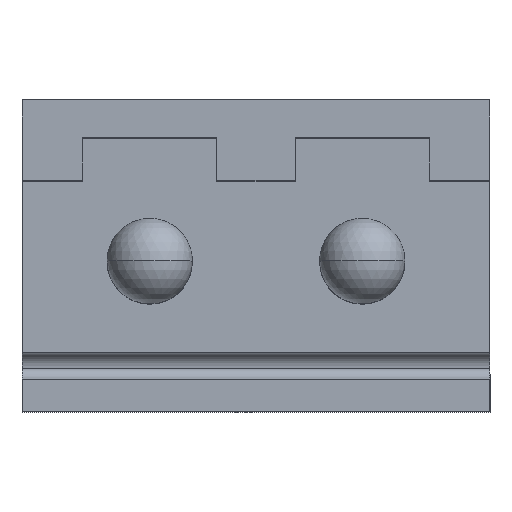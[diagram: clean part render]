
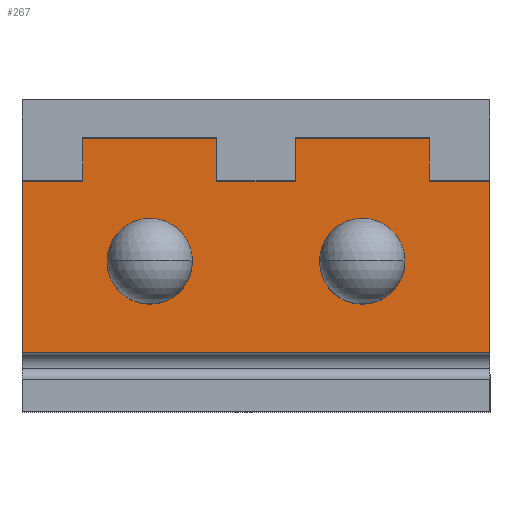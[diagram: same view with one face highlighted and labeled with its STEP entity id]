
A CAD part, top view. The second image highlights one B-rep face of the part: STEP entity #267.
In plain terms, the highlighted planar face has unit normal (0, 0, 1).
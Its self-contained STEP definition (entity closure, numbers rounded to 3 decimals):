
#18 = ORIENTED_EDGE ( 'NONE', *, *, #193, .T. ) ;
#22 = DIRECTION ( 'NONE',  ( -1., 0., 0. ) ) ;
#24 = VERTEX_POINT ( 'NONE', #658 ) ;
#27 = DIRECTION ( 'NONE',  ( 0., -1., 0. ) ) ;
#29 = VECTOR ( 'NONE', #962, 1000. ) ;
#33 = VERTEX_POINT ( 'NONE', #1054 ) ;
#35 = EDGE_CURVE ( 'NONE', #467, #1058, #899, .T. ) ;
#39 = CARTESIAN_POINT ( 'NONE',  ( 69.8, 1.4, 2.5 ) ) ;
#43 = CARTESIAN_POINT ( 'NONE',  ( 69.8, 1.4, 2.5 ) ) ;
#45 = ORIENTED_EDGE ( 'NONE', *, *, #586, .T. ) ;
#53 = DIRECTION ( 'NONE',  ( 0., 1., 0. ) ) ;
#60 = FACE_BOUND ( 'NONE', #546, .T. ) ;
#78 = EDGE_CURVE ( 'NONE', #335, #33, #666, .T. ) ;
#82 = CARTESIAN_POINT ( 'NONE',  ( -24.555, -0.1, 2.5 ) ) ;
#84 = LINE ( 'NONE', #1099, #1033 ) ;
#88 = CARTESIAN_POINT ( 'NONE',  ( -26.47, 1.4, 2.5 ) ) ;
#115 = ORIENTED_EDGE ( 'NONE', *, *, #35, .T. ) ;
#121 = VERTEX_POINT ( 'NONE', #961 ) ;
#125 = CARTESIAN_POINT ( 'NONE',  ( -21.38, 1.4, 2.5 ) ) ;
#134 = AXIS2_PLACEMENT_3D ( 'NONE', #596, #1169, #1163 ) ;
#140 = DIRECTION ( 'NONE',  ( 0., 1., 0. ) ) ;
#181 = DIRECTION ( 'NONE',  ( 0., 1., 0. ) ) ;
#183 = VECTOR ( 'NONE', #22, 1000. ) ;
#184 = EDGE_LOOP ( 'NONE', ( #686, #1141 ) ) ;
#193 = EDGE_CURVE ( 'NONE', #1184, #1137, #412, .T. ) ;
#194 = ORIENTED_EDGE ( 'NONE', *, *, #217, .T. ) ;
#197 = CARTESIAN_POINT ( 'NONE',  ( -26.47, 2.2, 2.5 ) ) ;
#206 = VERTEX_POINT ( 'NONE', #230 ) ;
#209 = ORIENTED_EDGE ( 'NONE', *, *, #652, .F. ) ;
#217 = EDGE_CURVE ( 'NONE', #24, #121, #329, .T. ) ;
#219 = AXIS2_PLACEMENT_3D ( 'NONE', #1078, #690, #395 ) ;
#230 = CARTESIAN_POINT ( 'NONE',  ( -30.1, 1.4, 2.5 ) ) ;
#234 = DIRECTION ( 'NONE',  ( 0., 1., 0. ) ) ;
#246 = EDGE_LOOP ( 'NONE', ( #755, #45, #939, #115, #780, #664, #1161, #18, #295, #194, #356, #951 ) ) ;
#252 = LINE ( 'NONE', #656, #417 ) ;
#265 = DIRECTION ( 'NONE',  ( -1., 0., 0. ) ) ;
#267 = ADVANCED_FACE ( 'NONE', ( #60, #801, #499 ), #1180, .F. ) ;
#271 = CARTESIAN_POINT ( 'NONE',  ( -22.965, -0.1, 2.5 ) ) ;
#281 = EDGE_CURVE ( 'NONE', #33, #335, #1187, .T. ) ;
#289 = VERTEX_POINT ( 'NONE', #271 ) ;
#291 = LINE ( 'NONE', #670, #641 ) ;
#295 = ORIENTED_EDGE ( 'NONE', *, *, #1205, .T. ) ;
#320 = CARTESIAN_POINT ( 'NONE',  ( 69.8, -1.8, 2.5 ) ) ;
#325 = DIRECTION ( 'NONE',  ( 0., 0., 1. ) ) ;
#329 = LINE ( 'NONE', #1068, #560 ) ;
#333 = DIRECTION ( 'NONE',  ( 0., 0., 1. ) ) ;
#335 = VERTEX_POINT ( 'NONE', #729 ) ;
#336 = EDGE_CURVE ( 'NONE', #676, #921, #84, .T. ) ;
#352 = VERTEX_POINT ( 'NONE', #82 ) ;
#356 = ORIENTED_EDGE ( 'NONE', *, *, #933, .T. ) ;
#363 = EDGE_CURVE ( 'NONE', #206, #921, #252, .T. ) ;
#395 = DIRECTION ( 'NONE',  ( 0., 1., 0. ) ) ;
#400 = CIRCLE ( 'NONE', #1043, 0.795 ) ;
#404 = CARTESIAN_POINT ( 'NONE',  ( -30.1, -1.8, 2.5 ) ) ;
#412 = LINE ( 'NONE', #890, #1083 ) ;
#413 = CARTESIAN_POINT ( 'NONE',  ( -25.01, 1.4, 2.5 ) ) ;
#417 = VECTOR ( 'NONE', #454, 1000. ) ;
#439 = CARTESIAN_POINT ( 'NONE',  ( -22.51, 1.4, 2.5 ) ) ;
#454 = DIRECTION ( 'NONE',  ( 0., -1., 0. ) ) ;
#467 = VERTEX_POINT ( 'NONE', #439 ) ;
#499 = FACE_OUTER_BOUND ( 'NONE', #246, .T. ) ;
#540 = EDGE_CURVE ( 'NONE', #352, #289, #400, .T. ) ;
#546 = EDGE_LOOP ( 'NONE', ( #209, #683 ) ) ;
#550 = DIRECTION ( 'NONE',  ( -1., 0., 0. ) ) ;
#554 = CARTESIAN_POINT ( 'NONE',  ( -22.51, 2.2, 2.5 ) ) ;
#560 = VECTOR ( 'NONE', #991, 1000. ) ;
#572 = CIRCLE ( 'NONE', #219, 0.795 ) ;
#586 = EDGE_CURVE ( 'NONE', #676, #965, #715, .T. ) ;
#596 = CARTESIAN_POINT ( 'NONE',  ( -27.72, -0.1, 2.5 ) ) ;
#614 = VECTOR ( 'NONE', #27, 1000. ) ;
#617 = VECTOR ( 'NONE', #920, 1000. ) ;
#635 = LINE ( 'NONE', #913, #617 ) ;
#641 = VECTOR ( 'NONE', #550, 1000. ) ;
#652 = EDGE_CURVE ( 'NONE', #289, #352, #572, .T. ) ;
#656 = CARTESIAN_POINT ( 'NONE',  ( -30.1, -1.8, 2.5 ) ) ;
#658 = CARTESIAN_POINT ( 'NONE',  ( -28.97, 2.2, 2.5 ) ) ;
#664 = ORIENTED_EDGE ( 'NONE', *, *, #778, .T. ) ;
#666 = CIRCLE ( 'NONE', #134, 0.795 ) ;
#670 = CARTESIAN_POINT ( 'NONE',  ( -28.97, 2.2, 2.5 ) ) ;
#676 = VERTEX_POINT ( 'NONE', #1194 ) ;
#683 = ORIENTED_EDGE ( 'NONE', *, *, #540, .F. ) ;
#686 = ORIENTED_EDGE ( 'NONE', *, *, #281, .F. ) ;
#690 = DIRECTION ( 'NONE',  ( 0., 0., 1. ) ) ;
#715 = LINE ( 'NONE', #1066, #967 ) ;
#719 = DIRECTION ( 'NONE',  ( 0., 0., -1. ) ) ;
#729 = CARTESIAN_POINT ( 'NONE',  ( -28.515, -0.1, 2.5 ) ) ;
#753 = VERTEX_POINT ( 'NONE', #1170 ) ;
#754 = EDGE_CURVE ( 'NONE', #753, #1184, #892, .T. ) ;
#755 = ORIENTED_EDGE ( 'NONE', *, *, #336, .F. ) ;
#778 = EDGE_CURVE ( 'NONE', #997, #753, #870, .T. ) ;
#780 = ORIENTED_EDGE ( 'NONE', *, *, #904, .T. ) ;
#792 = VECTOR ( 'NONE', #964, 1000. ) ;
#794 = DIRECTION ( 'NONE',  ( 0., 1., 0. ) ) ;
#801 = FACE_BOUND ( 'NONE', #184, .T. ) ;
#806 = CARTESIAN_POINT ( 'NONE',  ( -22.51, 1.4, 2.5 ) ) ;
#848 = AXIS2_PLACEMENT_3D ( 'NONE', #320, #719, #794 ) ;
#870 = LINE ( 'NONE', #413, #614 ) ;
#890 = CARTESIAN_POINT ( 'NONE',  ( -26.47, 1.4, 2.5 ) ) ;
#892 = LINE ( 'NONE', #43, #29 ) ;
#899 = LINE ( 'NONE', #806, #955 ) ;
#904 = EDGE_CURVE ( 'NONE', #1058, #997, #1134, .T. ) ;
#913 = CARTESIAN_POINT ( 'NONE',  ( 69.8, 1.4, 2.5 ) ) ;
#920 = DIRECTION ( 'NONE',  ( -1., 0., 0. ) ) ;
#921 = VERTEX_POINT ( 'NONE', #404 ) ;
#933 = EDGE_CURVE ( 'NONE', #121, #206, #1160, .T. ) ;
#939 = ORIENTED_EDGE ( 'NONE', *, *, #1044, .T. ) ;
#951 = ORIENTED_EDGE ( 'NONE', *, *, #363, .T. ) ;
#955 = VECTOR ( 'NONE', #53, 1000. ) ;
#961 = CARTESIAN_POINT ( 'NONE',  ( -28.97, 1.4, 2.5 ) ) ;
#962 = DIRECTION ( 'NONE',  ( -1., 0., 0. ) ) ;
#964 = DIRECTION ( 'NONE',  ( -1., 0., 0. ) ) ;
#965 = VERTEX_POINT ( 'NONE', #125 ) ;
#967 = VECTOR ( 'NONE', #996, 1000. ) ;
#977 = AXIS2_PLACEMENT_3D ( 'NONE', #1063, #325, #181 ) ;
#987 = CARTESIAN_POINT ( 'NONE',  ( -25.01, 2.2, 2.5 ) ) ;
#991 = DIRECTION ( 'NONE',  ( 0., -1., 0. ) ) ;
#996 = DIRECTION ( 'NONE',  ( 0., 1., 0. ) ) ;
#997 = VERTEX_POINT ( 'NONE', #987 ) ;
#1033 = VECTOR ( 'NONE', #265, 1000. ) ;
#1043 = AXIS2_PLACEMENT_3D ( 'NONE', #1172, #333, #140 ) ;
#1044 = EDGE_CURVE ( 'NONE', #965, #467, #635, .T. ) ;
#1054 = CARTESIAN_POINT ( 'NONE',  ( -26.925, -0.1, 2.5 ) ) ;
#1058 = VERTEX_POINT ( 'NONE', #554 ) ;
#1063 = CARTESIAN_POINT ( 'NONE',  ( -27.72, -0.1, 2.5 ) ) ;
#1066 = CARTESIAN_POINT ( 'NONE',  ( -21.38, -1.8, 2.5 ) ) ;
#1068 = CARTESIAN_POINT ( 'NONE',  ( -28.97, 1.4, 2.5 ) ) ;
#1078 = CARTESIAN_POINT ( 'NONE',  ( -23.76, -0.1, 2.5 ) ) ;
#1083 = VECTOR ( 'NONE', #234, 1000. ) ;
#1099 = CARTESIAN_POINT ( 'NONE',  ( 69.8, -1.8, 2.5 ) ) ;
#1134 = LINE ( 'NONE', #1147, #792 ) ;
#1137 = VERTEX_POINT ( 'NONE', #197 ) ;
#1141 = ORIENTED_EDGE ( 'NONE', *, *, #78, .F. ) ;
#1147 = CARTESIAN_POINT ( 'NONE',  ( -25.01, 2.2, 2.5 ) ) ;
#1160 = LINE ( 'NONE', #39, #183 ) ;
#1161 = ORIENTED_EDGE ( 'NONE', *, *, #754, .T. ) ;
#1163 = DIRECTION ( 'NONE',  ( 0., 1., 0. ) ) ;
#1169 = DIRECTION ( 'NONE',  ( 0., 0., 1. ) ) ;
#1170 = CARTESIAN_POINT ( 'NONE',  ( -25.01, 1.4, 2.5 ) ) ;
#1172 = CARTESIAN_POINT ( 'NONE',  ( -23.76, -0.1, 2.5 ) ) ;
#1180 = PLANE ( 'NONE',  #848 ) ;
#1184 = VERTEX_POINT ( 'NONE', #88 ) ;
#1187 = CIRCLE ( 'NONE', #977, 0.795 ) ;
#1194 = CARTESIAN_POINT ( 'NONE',  ( -21.38, -1.8, 2.5 ) ) ;
#1205 = EDGE_CURVE ( 'NONE', #1137, #24, #291, .T. ) ;
